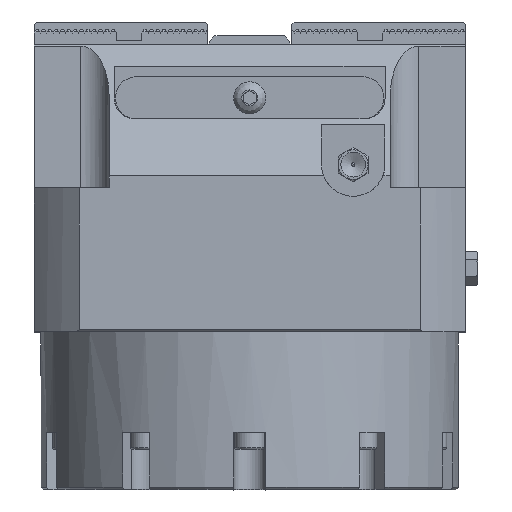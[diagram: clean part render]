
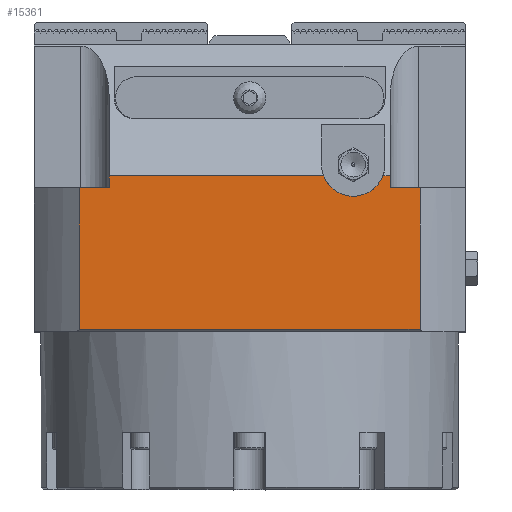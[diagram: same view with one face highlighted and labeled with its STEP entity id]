
A CAD part, top view. The second image highlights one B-rep face of the part: STEP entity #15361.
In plain terms, the highlighted planar face has unit normal (0, 0, 1).
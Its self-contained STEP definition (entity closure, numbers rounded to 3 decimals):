
#622=PLANE('',#16501);
#1278=FACE_OUTER_BOUND('',#2099,.T.);
#2099=EDGE_LOOP('',(#10996,#10997,#10998,#10999,#11000,#11001,#11002,#11003,
#11004,#11005));
#3004=LINE('',#22928,#4657);
#3005=LINE('',#22930,#4658);
#3006=LINE('',#22932,#4659);
#3007=LINE('',#22934,#4660);
#3008=LINE('',#22936,#4661);
#3009=LINE('',#22938,#4662);
#3010=LINE('',#22940,#4663);
#3011=LINE('',#22942,#4664);
#3012=LINE('',#22943,#4665);
#4657=VECTOR('',#18227,66.5);
#4658=VECTOR('',#18228,2.823);
#4659=VECTOR('',#18229,7.049);
#4660=VECTOR('',#18230,33.5);
#4661=VECTOR('',#18231,80.598);
#4662=VECTOR('',#18232,33.5);
#4663=VECTOR('',#18233,7.049);
#4664=VECTOR('',#18234,2.823);
#4665=VECTOR('',#18235,66.5);
#6269=CIRCLE('',#16497,7.5);
#6813=VERTEX_POINT('',#22905);
#6817=VERTEX_POINT('',#22913);
#6820=VERTEX_POINT('',#22927);
#6821=VERTEX_POINT('',#22929);
#6822=VERTEX_POINT('',#22931);
#6823=VERTEX_POINT('',#22933);
#6824=VERTEX_POINT('',#22935);
#6825=VERTEX_POINT('',#22937);
#6826=VERTEX_POINT('',#22939);
#6827=VERTEX_POINT('',#22941);
#8468=EDGE_CURVE('',#6813,#6817,#6269,.T.);
#8474=EDGE_CURVE('',#6817,#6820,#3004,.T.);
#8475=EDGE_CURVE('',#6821,#6820,#3005,.T.);
#8476=EDGE_CURVE('',#6822,#6821,#3006,.T.);
#8477=EDGE_CURVE('',#6823,#6822,#3007,.T.);
#8478=EDGE_CURVE('',#6824,#6823,#3008,.T.);
#8479=EDGE_CURVE('',#6825,#6824,#3009,.T.);
#8480=EDGE_CURVE('',#6826,#6825,#3010,.T.);
#8481=EDGE_CURVE('',#6826,#6827,#3011,.T.);
#8482=EDGE_CURVE('',#6827,#6813,#3012,.T.);
#10996=ORIENTED_EDGE('',*,*,#8468,.T.);
#10997=ORIENTED_EDGE('',*,*,#8474,.T.);
#10998=ORIENTED_EDGE('',*,*,#8475,.F.);
#10999=ORIENTED_EDGE('',*,*,#8476,.F.);
#11000=ORIENTED_EDGE('',*,*,#8477,.F.);
#11001=ORIENTED_EDGE('',*,*,#8478,.F.);
#11002=ORIENTED_EDGE('',*,*,#8479,.F.);
#11003=ORIENTED_EDGE('',*,*,#8480,.F.);
#11004=ORIENTED_EDGE('',*,*,#8481,.T.);
#11005=ORIENTED_EDGE('',*,*,#8482,.T.);
#15361=ADVANCED_FACE('',(#1278),#622,.F.);
#16497=AXIS2_PLACEMENT_3D('',#22915,#18212,#18213);
#16501=AXIS2_PLACEMENT_3D('',#22926,#18225,#18226);
#18212=DIRECTION('center_axis',(0.,0.,-1.));
#18213=DIRECTION('ref_axis',(-1.,0.,0.));
#18225=DIRECTION('center_axis',(0.,0.,-1.));
#18226=DIRECTION('ref_axis',(-1.,0.,0.));
#18227=DIRECTION('',(-1.,0.,0.));
#18228=DIRECTION('',(0.,1.,0.));
#18229=DIRECTION('',(1.,0.,0.));
#18230=DIRECTION('',(0.,1.,0.));
#18231=DIRECTION('',(-1.,0.,0.));
#18232=DIRECTION('',(0.,-1.,0.));
#18233=DIRECTION('',(1.,0.,0.));
#18234=DIRECTION('',(0.,1.,0.));
#18235=DIRECTION('',(-1.,0.,0.));
#22905=CARTESIAN_POINT('',(31.506,36.823,51.));
#22913=CARTESIAN_POINT('',(17.494,36.823,51.));
#22915=CARTESIAN_POINT('Origin',(24.5,39.5,51.));
#22926=CARTESIAN_POINT('Origin',(51.,36.823,51.));
#22927=CARTESIAN_POINT('',(-33.25,36.823,51.));
#22928=CARTESIAN_POINT('',(33.25,36.823,51.));
#22929=CARTESIAN_POINT('',(-33.25,34.,51.));
#22930=CARTESIAN_POINT('',(-33.25,34.,51.));
#22931=CARTESIAN_POINT('',(-40.299,34.,51.));
#22932=CARTESIAN_POINT('',(-40.299,34.,51.));
#22933=CARTESIAN_POINT('',(-40.299,0.5,51.));
#22934=CARTESIAN_POINT('',(-40.299,0.5,51.));
#22935=CARTESIAN_POINT('',(40.299,0.5,51.));
#22936=CARTESIAN_POINT('',(40.299,0.5,51.));
#22937=CARTESIAN_POINT('',(40.299,34.,51.));
#22938=CARTESIAN_POINT('',(40.299,34.,51.));
#22939=CARTESIAN_POINT('',(33.25,34.,51.));
#22940=CARTESIAN_POINT('',(33.25,34.,51.));
#22941=CARTESIAN_POINT('',(33.25,36.823,51.));
#22942=CARTESIAN_POINT('',(33.25,34.,51.));
#22943=CARTESIAN_POINT('',(33.25,36.823,51.));
